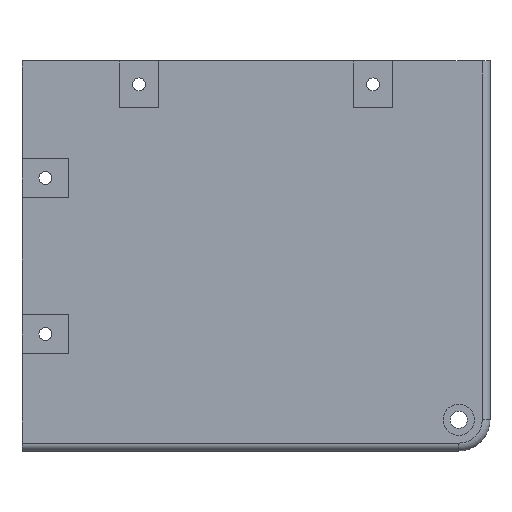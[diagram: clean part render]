
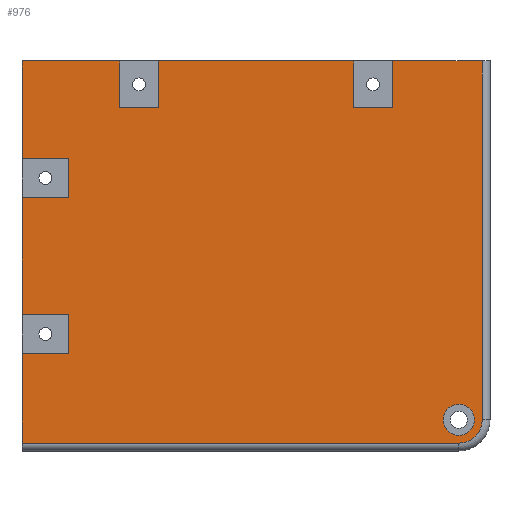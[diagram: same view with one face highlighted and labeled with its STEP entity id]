
A CAD part, top view. The second image highlights one B-rep face of the part: STEP entity #976.
In plain terms, the highlighted planar face has unit normal (0, 0, 1).
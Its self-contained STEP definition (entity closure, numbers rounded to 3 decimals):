
#34=FACE_BOUND('',#155,.T.);
#48=CIRCLE('',#1050,4.);
#50=CIRCLE('',#1054,6.);
#96=FACE_OUTER_BOUND('',#154,.T.);
#154=EDGE_LOOP('',(#828,#829,#830,#831,#832,#833,#834,#835,#836,#837,#838,
#839,#840,#841,#842,#843,#844,#845,#846,#847,#848));
#155=EDGE_LOOP('',(#849));
#211=LINE('',#1431,#328);
#215=LINE('',#1439,#332);
#219=LINE('',#1447,#336);
#223=LINE('',#1454,#340);
#227=LINE('',#1462,#344);
#231=LINE('',#1470,#348);
#239=LINE('',#1495,#356);
#242=LINE('',#1501,#359);
#245=LINE('',#1506,#362);
#247=LINE('',#1512,#364);
#251=LINE('',#1519,#368);
#253=LINE('',#1522,#370);
#255=LINE('',#1527,#372);
#258=LINE('',#1533,#375);
#261=LINE('',#1538,#378);
#263=LINE('',#1543,#380);
#266=LINE('',#1549,#383);
#269=LINE('',#1554,#386);
#273=LINE('',#1572,#390);
#274=LINE('',#1575,#391);
#328=VECTOR('',#1159,10.);
#332=VECTOR('',#1163,10.);
#336=VECTOR('',#1167,10.);
#340=VECTOR('',#1173,10.);
#344=VECTOR('',#1177,10.);
#348=VECTOR('',#1181,10.);
#356=VECTOR('',#1209,10.);
#359=VECTOR('',#1214,10.);
#362=VECTOR('',#1219,10.);
#364=VECTOR('',#1225,10.);
#368=VECTOR('',#1231,10.);
#370=VECTOR('',#1235,10.);
#372=VECTOR('',#1241,10.);
#375=VECTOR('',#1246,10.);
#378=VECTOR('',#1251,10.);
#380=VECTOR('',#1257,10.);
#383=VECTOR('',#1262,10.);
#386=VECTOR('',#1267,10.);
#390=VECTOR('',#1289,10.);
#391=VECTOR('',#1292,10.);
#436=VERTEX_POINT('',#1428);
#437=VERTEX_POINT('',#1430);
#440=VERTEX_POINT('',#1436);
#441=VERTEX_POINT('',#1438);
#444=VERTEX_POINT('',#1444);
#445=VERTEX_POINT('',#1446);
#447=VERTEX_POINT('',#1453);
#450=VERTEX_POINT('',#1459);
#451=VERTEX_POINT('',#1461);
#454=VERTEX_POINT('',#1467);
#455=VERTEX_POINT('',#1469);
#462=VERTEX_POINT('',#1494);
#464=VERTEX_POINT('',#1500);
#466=VERTEX_POINT('',#1510);
#467=VERTEX_POINT('',#1511);
#470=VERTEX_POINT('',#1526);
#472=VERTEX_POINT('',#1532);
#474=VERTEX_POINT('',#1542);
#476=VERTEX_POINT('',#1548);
#480=VERTEX_POINT('',#1564);
#482=VERTEX_POINT('',#1571);
#483=VERTEX_POINT('',#1573);
#540=EDGE_CURVE('',#437,#436,#211,.T.);
#544=EDGE_CURVE('',#441,#440,#215,.T.);
#548=EDGE_CURVE('',#445,#444,#219,.T.);
#552=EDGE_CURVE('',#447,#445,#223,.T.);
#556=EDGE_CURVE('',#451,#450,#227,.T.);
#560=EDGE_CURVE('',#455,#454,#231,.T.);
#573=EDGE_CURVE('',#450,#462,#239,.T.);
#576=EDGE_CURVE('',#464,#447,#242,.T.);
#579=EDGE_CURVE('',#462,#464,#245,.T.);
#581=EDGE_CURVE('',#466,#467,#247,.T.);
#585=EDGE_CURVE('',#444,#466,#251,.T.);
#587=EDGE_CURVE('',#467,#441,#253,.T.);
#589=EDGE_CURVE('',#470,#451,#255,.T.);
#592=EDGE_CURVE('',#472,#470,#258,.T.);
#595=EDGE_CURVE('',#454,#472,#261,.T.);
#597=EDGE_CURVE('',#474,#437,#263,.T.);
#600=EDGE_CURVE('',#476,#474,#266,.T.);
#603=EDGE_CURVE('',#440,#476,#269,.T.);
#608=EDGE_CURVE('',#480,#480,#48,.T.);
#611=EDGE_CURVE('',#482,#436,#273,.T.);
#612=EDGE_CURVE('',#483,#482,#50,.T.);
#613=EDGE_CURVE('',#455,#483,#274,.T.);
#828=ORIENTED_EDGE('',*,*,#576,.T.);
#829=ORIENTED_EDGE('',*,*,#552,.T.);
#830=ORIENTED_EDGE('',*,*,#548,.T.);
#831=ORIENTED_EDGE('',*,*,#585,.T.);
#832=ORIENTED_EDGE('',*,*,#581,.T.);
#833=ORIENTED_EDGE('',*,*,#587,.T.);
#834=ORIENTED_EDGE('',*,*,#544,.T.);
#835=ORIENTED_EDGE('',*,*,#603,.T.);
#836=ORIENTED_EDGE('',*,*,#600,.T.);
#837=ORIENTED_EDGE('',*,*,#597,.T.);
#838=ORIENTED_EDGE('',*,*,#540,.T.);
#839=ORIENTED_EDGE('',*,*,#611,.F.);
#840=ORIENTED_EDGE('',*,*,#612,.F.);
#841=ORIENTED_EDGE('',*,*,#613,.F.);
#842=ORIENTED_EDGE('',*,*,#560,.T.);
#843=ORIENTED_EDGE('',*,*,#595,.T.);
#844=ORIENTED_EDGE('',*,*,#592,.T.);
#845=ORIENTED_EDGE('',*,*,#589,.T.);
#846=ORIENTED_EDGE('',*,*,#556,.T.);
#847=ORIENTED_EDGE('',*,*,#573,.T.);
#848=ORIENTED_EDGE('',*,*,#579,.T.);
#849=ORIENTED_EDGE('',*,*,#608,.T.);
#931=PLANE('',#1053);
#976=ADVANCED_FACE('',(#96,#34),#931,.T.);
#1050=AXIS2_PLACEMENT_3D('',#1565,#1280,#1281);
#1053=AXIS2_PLACEMENT_3D('',#1570,#1287,#1288);
#1054=AXIS2_PLACEMENT_3D('',#1574,#1290,#1291);
#1159=DIRECTION('',(0.,-1.,0.));
#1163=DIRECTION('',(0.,-1.,0.));
#1167=DIRECTION('',(0.,-1.,0.));
#1173=DIRECTION('',(-1.,0.,0.));
#1177=DIRECTION('',(-1.,0.,0.));
#1181=DIRECTION('',(-1.,0.,0.));
#1209=DIRECTION('',(0.,-1.,0.));
#1214=DIRECTION('',(0.,1.,0.));
#1219=DIRECTION('',(-1.,0.,0.));
#1225=DIRECTION('',(0.,-1.,0.));
#1231=DIRECTION('',(1.,0.,0.));
#1235=DIRECTION('',(-1.,0.,0.));
#1241=DIRECTION('',(0.,1.,0.));
#1246=DIRECTION('',(-1.,0.,0.));
#1251=DIRECTION('',(0.,-1.,0.));
#1257=DIRECTION('',(-1.,0.,0.));
#1262=DIRECTION('',(0.,-1.,0.));
#1267=DIRECTION('',(1.,0.,0.));
#1280=DIRECTION('center_axis',(0.,0.,-1.));
#1281=DIRECTION('ref_axis',(-1.,0.,0.));
#1287=DIRECTION('center_axis',(0.,0.,1.));
#1288=DIRECTION('ref_axis',(1.,0.,0.));
#1289=DIRECTION('',(-1.,0.,0.));
#1290=DIRECTION('center_axis',(0.,0.,-1.));
#1291=DIRECTION('ref_axis',(0.707,-0.707,0.));
#1292=DIRECTION('',(0.,-1.,0.));
#1428=CARTESIAN_POINT('',(-60.,-48.,8.));
#1430=CARTESIAN_POINT('',(-60.,-25.,8.));
#1431=CARTESIAN_POINT('',(-60.,50.,8.));
#1436=CARTESIAN_POINT('',(-60.,-15.,8.));
#1438=CARTESIAN_POINT('',(-60.,15.,8.));
#1439=CARTESIAN_POINT('',(-60.,50.,8.));
#1444=CARTESIAN_POINT('',(-60.,25.,8.));
#1446=CARTESIAN_POINT('',(-60.,50.,8.));
#1447=CARTESIAN_POINT('',(-60.,50.,8.));
#1453=CARTESIAN_POINT('',(-35.,50.,8.));
#1454=CARTESIAN_POINT('',(60.,50.,8.));
#1459=CARTESIAN_POINT('',(-25.,50.,8.));
#1461=CARTESIAN_POINT('',(25.,50.,8.));
#1462=CARTESIAN_POINT('',(60.,50.,8.));
#1467=CARTESIAN_POINT('',(35.,50.,8.));
#1469=CARTESIAN_POINT('',(58.,50.,8.));
#1470=CARTESIAN_POINT('',(60.,50.,8.));
#1494=CARTESIAN_POINT('',(-25.,38.,8.));
#1495=CARTESIAN_POINT('',(-25.,25.,8.));
#1500=CARTESIAN_POINT('',(-35.,38.,8.));
#1501=CARTESIAN_POINT('',(-35.,19.,8.));
#1506=CARTESIAN_POINT('',(-12.5,38.,8.));
#1510=CARTESIAN_POINT('',(-48.,25.,8.));
#1511=CARTESIAN_POINT('',(-48.,15.,8.));
#1512=CARTESIAN_POINT('',(-48.,12.5,8.));
#1519=CARTESIAN_POINT('',(-30.,25.,8.));
#1522=CARTESIAN_POINT('',(-24.,15.,8.));
#1526=CARTESIAN_POINT('',(25.,38.,8.));
#1527=CARTESIAN_POINT('',(25.,19.,8.));
#1532=CARTESIAN_POINT('',(35.,38.,8.));
#1533=CARTESIAN_POINT('',(17.5,38.,8.));
#1538=CARTESIAN_POINT('',(35.,25.,8.));
#1542=CARTESIAN_POINT('',(-48.,-25.,8.));
#1543=CARTESIAN_POINT('',(-24.,-25.,8.));
#1548=CARTESIAN_POINT('',(-48.,-15.,8.));
#1549=CARTESIAN_POINT('',(-48.,-7.5,8.));
#1554=CARTESIAN_POINT('',(-30.,-15.,8.));
#1564=CARTESIAN_POINT('',(56.,-42.,8.));
#1565=CARTESIAN_POINT('Origin',(52.,-42.,8.));
#1570=CARTESIAN_POINT('Origin',(0.,0.,8.));
#1571=CARTESIAN_POINT('',(52.,-48.,8.));
#1572=CARTESIAN_POINT('',(-30.,-48.,8.));
#1573=CARTESIAN_POINT('',(58.,-42.,8.));
#1574=CARTESIAN_POINT('Origin',(52.,-42.,8.));
#1575=CARTESIAN_POINT('',(58.,-25.,8.));
